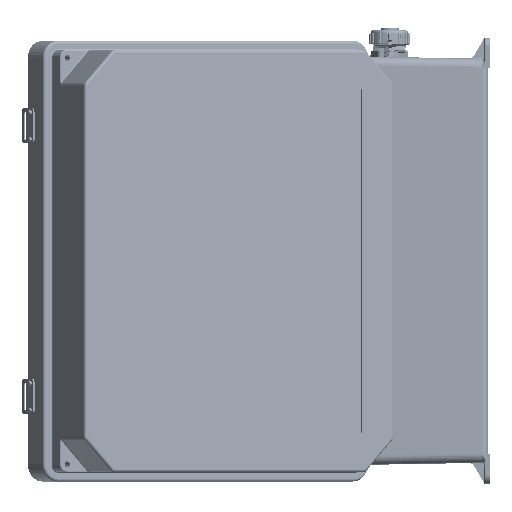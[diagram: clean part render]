
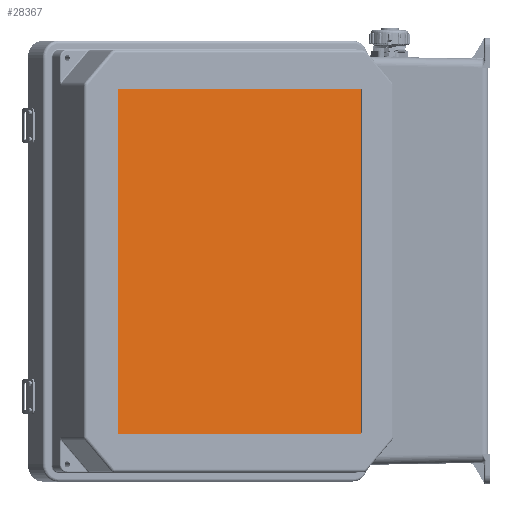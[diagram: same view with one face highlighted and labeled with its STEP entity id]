
A CAD part, left-side view. The second image highlights one B-rep face of the part: STEP entity #28367.
In plain terms, the highlighted face is planar.
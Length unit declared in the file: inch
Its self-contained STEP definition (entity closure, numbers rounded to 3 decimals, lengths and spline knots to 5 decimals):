
#14775 = AXIS2_PLACEMENT_3D ( 'NONE', #34396, #34397, #34399 ) ;
#14889 = AXIS2_PLACEMENT_3D ( 'NONE', #35703, #35705, #35707 ) ;
#14894 = AXIS2_PLACEMENT_3D ( 'NONE', #35713, #35715, #35717 ) ;
#15105 = AXIS2_PLACEMENT_3D ( 'NONE', #38578, #38579, #38580 ) ;
#18201 = PLANE ( 'NONE',  #112438 ) ;
#18246 = CARTESIAN_POINT ( 'NONE',  ( 4.9375, -0.22, -5.9375 ) ) ;
#18247 = DIRECTION ( 'NONE',  ( 0., -1., 0. ) ) ;
#18251 = DIRECTION ( 'NONE',  ( 0., 0., -1. ) ) ;
#19328 = FACE_OUTER_BOUND ( 'NONE', #64372, .T. ) ;
#28367 = ADVANCED_FACE ( 'NONE', ( #19328 ), #18201, .T. ) ;
#32527 = LINE ( 'NONE', #34312, #32528 ) ;
#32528 = VECTOR ( 'NONE', #34335, 39.37008 ) ;
#32540 = LINE ( 'NONE', #34453, #32560 ) ;
#32541 = CIRCLE ( 'NONE', #14775, 0.0625 ) ;
#32560 = VECTOR ( 'NONE', #34465, 39.37008 ) ;
#32754 = CIRCLE ( 'NONE', #14889, 0.0625 ) ;
#32757 = CIRCLE ( 'NONE', #14894, 0.0625 ) ;
#32883 = LINE ( 'NONE', #37601, #32891 ) ;
#32891 = VECTOR ( 'NONE', #37603, 39.37008 ) ;
#33023 = LINE ( 'NONE', #38151, #33048 ) ;
#33048 = VECTOR ( 'NONE', #38162, 39.37008 ) ;
#33279 = CIRCLE ( 'NONE', #15105, 0.0625 ) ;
#34312 = CARTESIAN_POINT ( 'NONE',  ( 4.9375, -0.22, 6. ) ) ;
#34335 = DIRECTION ( 'NONE',  ( 1., 0., 0. ) ) ;
#34396 = CARTESIAN_POINT ( 'NONE',  ( -4.9375, -0.22, 5.9375 ) ) ;
#34397 = DIRECTION ( 'NONE',  ( 0., 1., 0. ) ) ;
#34399 = DIRECTION ( 'NONE',  ( 0., 0., -1. ) ) ;
#34453 = CARTESIAN_POINT ( 'NONE',  ( 5., -0.22, 5.9375 ) ) ;
#34465 = DIRECTION ( 'NONE',  ( 0., 0., -1. ) ) ;
#35703 = CARTESIAN_POINT ( 'NONE',  ( 4.9375, -0.22, 5.9375 ) ) ;
#35705 = DIRECTION ( 'NONE',  ( 0., 1., 0. ) ) ;
#35707 = DIRECTION ( 'NONE',  ( 0., 0., 1. ) ) ;
#35713 = CARTESIAN_POINT ( 'NONE',  ( -4.9375, -0.22, -5.9375 ) ) ;
#35715 = DIRECTION ( 'NONE',  ( 0., 1., 0. ) ) ;
#35717 = DIRECTION ( 'NONE',  ( 0., 0., -1. ) ) ;
#36191 = VERTEX_POINT ( 'NONE', #69363 ) ;
#36211 = VERTEX_POINT ( 'NONE', #69379 ) ;
#36213 = VERTEX_POINT ( 'NONE', #69381 ) ;
#36217 = VERTEX_POINT ( 'NONE', #69385 ) ;
#36220 = VERTEX_POINT ( 'NONE', #69388 ) ;
#36224 = VERTEX_POINT ( 'NONE', #69390 ) ;
#36229 = VERTEX_POINT ( 'NONE', #69394 ) ;
#36233 = VERTEX_POINT ( 'NONE', #69397 ) ;
#37601 = CARTESIAN_POINT ( 'NONE',  ( -5., -0.22, 5.9375 ) ) ;
#37603 = DIRECTION ( 'NONE',  ( 0., 0., 1. ) ) ;
#38151 = CARTESIAN_POINT ( 'NONE',  ( 4.9375, -0.22, -6. ) ) ;
#38162 = DIRECTION ( 'NONE',  ( -1., 0., 0. ) ) ;
#38578 = CARTESIAN_POINT ( 'NONE',  ( 4.9375, -0.22, -5.9375 ) ) ;
#38579 = DIRECTION ( 'NONE',  ( 0., 1., 0. ) ) ;
#38580 = DIRECTION ( 'NONE',  ( 0., 0., -1. ) ) ;
#64372 = EDGE_LOOP ( 'NONE', ( #109720, #109721, #109722, #109723, #109724, #109725, #109726, #109727 ) ) ;
#69363 = CARTESIAN_POINT ( 'NONE',  ( 5., -0.22, -5.9375 ) ) ;
#69379 = CARTESIAN_POINT ( 'NONE',  ( 5., -0.22, 5.9375 ) ) ;
#69381 = CARTESIAN_POINT ( 'NONE',  ( 4.9375, -0.22, -6. ) ) ;
#69385 = CARTESIAN_POINT ( 'NONE',  ( 4.9375, -0.22, 6. ) ) ;
#69388 = CARTESIAN_POINT ( 'NONE',  ( -4.9375, -0.22, 6. ) ) ;
#69390 = CARTESIAN_POINT ( 'NONE',  ( -5., -0.22, 5.9375 ) ) ;
#69394 = CARTESIAN_POINT ( 'NONE',  ( -5., -0.22, -5.9375 ) ) ;
#69397 = CARTESIAN_POINT ( 'NONE',  ( -4.9375, -0.22, -6. ) ) ;
#102235 = EDGE_CURVE ( 'NONE', #36220, #36217, #32527, .T. ) ;
#102261 = EDGE_CURVE ( 'NONE', #36224, #36220, #32541, .T. ) ;
#102294 = EDGE_CURVE ( 'NONE', #36211, #36191, #32540, .T. ) ;
#102755 = EDGE_CURVE ( 'NONE', #36217, #36211, #32754, .T. ) ;
#102759 = EDGE_CURVE ( 'NONE', #36233, #36229, #32757, .T. ) ;
#103018 = EDGE_CURVE ( 'NONE', #36229, #36224, #32883, .T. ) ;
#103163 = EDGE_CURVE ( 'NONE', #36213, #36233, #33023, .T. ) ;
#103339 = EDGE_CURVE ( 'NONE', #36191, #36213, #33279, .T. ) ;
#109720 = ORIENTED_EDGE ( 'NONE', *, *, #103339, .F. ) ;
#109721 = ORIENTED_EDGE ( 'NONE', *, *, #102294, .F. ) ;
#109722 = ORIENTED_EDGE ( 'NONE', *, *, #102755, .F. ) ;
#109723 = ORIENTED_EDGE ( 'NONE', *, *, #102235, .F. ) ;
#109724 = ORIENTED_EDGE ( 'NONE', *, *, #102261, .F. ) ;
#109725 = ORIENTED_EDGE ( 'NONE', *, *, #103018, .F. ) ;
#109726 = ORIENTED_EDGE ( 'NONE', *, *, #102759, .F. ) ;
#109727 = ORIENTED_EDGE ( 'NONE', *, *, #103163, .F. ) ;
#112438 = AXIS2_PLACEMENT_3D ( 'NONE', #18246, #18247, #18251 ) ;
